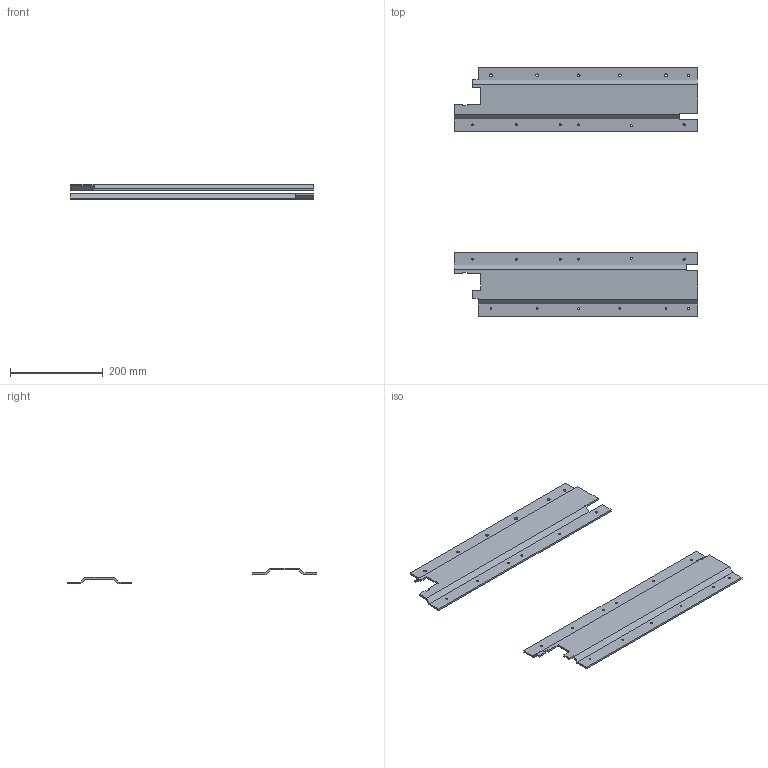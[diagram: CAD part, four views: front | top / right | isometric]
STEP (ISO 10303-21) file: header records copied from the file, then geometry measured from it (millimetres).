
FILE_DESCRIPTION(/* description */ (''),/* implementation_level */ '2;1');
FILE_NAME(/* name */ 'HevoRT Belt Covers v3.step',/* time_stamp */ '2022-08-22T13:50:11-04:00',/* author */ (''),/* organization */ (''),/* preprocessor_version */ 'ST-DEVELOPER v19',/* originating_system */ 'Autodesk Translation Framework v11.7.0.108',/* authorisation */ '');
FILE_SCHEMA (('AUTOMOTIVE_DESIGN { 1 0 10303 214 3 1 1 }'));
Length unit declared in the file: millimetre
Products named in the file (3): HevoRT Belt Covers; HeVORT Belt Cover; HeVORT Belt Cover RT
Assembly tree (2 placements, depth 2):
  HevoRT Belt Covers
    HeVORT Belt Cover
    HeVORT Belt Cover RT
Bounding box: 527 x 540.01 x 34 mm (x, y, z)
Volume: 587501.9 mm3; surface area: 303784.9 mm2
Topology: 2 solids, 2 shells, 86 faces, 243 edges, 161 vertices
Faces by surface type: plane 62, cylinder 24
Full cylindrical faces by diameter (mm): 3.4 x5, 4.4 x12, 5.4 x2, 6.4 x5
Entity records: 2952 total; most frequent: CARTESIAN_POINT 495, ORIENTED_EDGE 486, DIRECTION 473, EDGE_CURVE 243, LINE 195, VECTOR 195, VERTEX_POINT 161, AXIS2_PLACEMENT_3D 139
